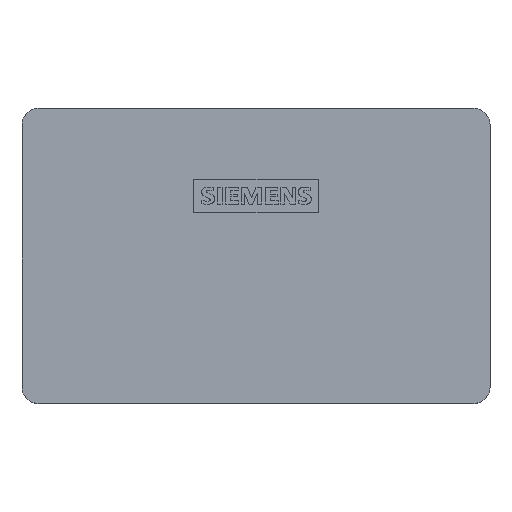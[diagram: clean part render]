
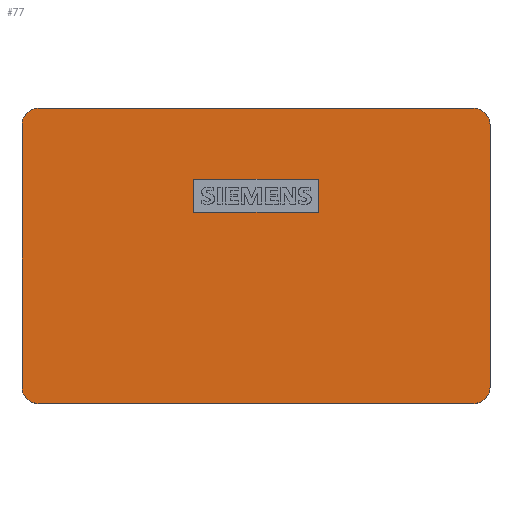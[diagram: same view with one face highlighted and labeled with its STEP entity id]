
A CAD part, top view. The second image highlights one B-rep face of the part: STEP entity #77.
In plain terms, the highlighted planar face has unit normal (0, 0, 1).
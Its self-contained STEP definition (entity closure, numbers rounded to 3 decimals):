
#46=CIRCLE('',#699,3.);
#47=CIRCLE('',#700,3.);
#48=CIRCLE('',#701,3.);
#49=CIRCLE('',#702,3.);
#77=ADVANCED_FACE('',(#110,#111),#95,.T.);
#95=PLANE('',#703);
#110=FACE_BOUND('',#126,.T.);
#111=FACE_BOUND('',#127,.T.);
#126=EDGE_LOOP('',(#431,#432,#433,#434));
#127=EDGE_LOOP('',(#435,#436,#437,#438,#439,#440,#441,#442));
#142=LINE('',#911,#221);
#143=LINE('',#914,#222);
#144=LINE('',#916,#223);
#145=LINE('',#918,#224);
#201=LINE('',#1088,#280);
#202=LINE('',#1093,#281);
#203=LINE('',#1097,#282);
#204=LINE('',#1101,#283);
#221=VECTOR('',#724,1.);
#222=VECTOR('',#725,1.);
#223=VECTOR('',#726,1.);
#224=VECTOR('',#727,1.);
#280=VECTOR('',#797,1.);
#281=VECTOR('',#800,1.);
#282=VECTOR('',#803,1.);
#283=VECTOR('',#806,1.);
#431=ORIENTED_EDGE('',*,*,#592,.F.);
#432=ORIENTED_EDGE('',*,*,#591,.F.);
#433=ORIENTED_EDGE('',*,*,#594,.F.);
#434=ORIENTED_EDGE('',*,*,#593,.F.);
#435=ORIENTED_EDGE('',*,*,#656,.T.);
#436=ORIENTED_EDGE('',*,*,#657,.T.);
#437=ORIENTED_EDGE('',*,*,#658,.T.);
#438=ORIENTED_EDGE('',*,*,#659,.T.);
#439=ORIENTED_EDGE('',*,*,#660,.T.);
#440=ORIENTED_EDGE('',*,*,#661,.T.);
#441=ORIENTED_EDGE('',*,*,#662,.T.);
#442=ORIENTED_EDGE('',*,*,#663,.T.);
#501=VERTEX_POINT('',#912);
#502=VERTEX_POINT('',#913);
#503=VERTEX_POINT('',#915);
#504=VERTEX_POINT('',#917);
#566=VERTEX_POINT('',#1089);
#567=VERTEX_POINT('',#1090);
#568=VERTEX_POINT('',#1092);
#569=VERTEX_POINT('',#1094);
#570=VERTEX_POINT('',#1096);
#571=VERTEX_POINT('',#1098);
#572=VERTEX_POINT('',#1100);
#573=VERTEX_POINT('',#1102);
#591=EDGE_CURVE('',#501,#502,#142,.T.);
#592=EDGE_CURVE('',#502,#503,#143,.T.);
#593=EDGE_CURVE('',#503,#504,#144,.T.);
#594=EDGE_CURVE('',#504,#501,#145,.T.);
#656=EDGE_CURVE('',#566,#567,#201,.T.);
#657=EDGE_CURVE('',#567,#568,#46,.T.);
#658=EDGE_CURVE('',#568,#569,#202,.T.);
#659=EDGE_CURVE('',#569,#570,#47,.T.);
#660=EDGE_CURVE('',#570,#571,#203,.T.);
#661=EDGE_CURVE('',#571,#572,#48,.T.);
#662=EDGE_CURVE('',#572,#573,#204,.T.);
#663=EDGE_CURVE('',#573,#566,#49,.T.);
#699=AXIS2_PLACEMENT_3D('',#1091,#798,#799);
#700=AXIS2_PLACEMENT_3D('',#1095,#801,#802);
#701=AXIS2_PLACEMENT_3D('',#1099,#804,#805);
#702=AXIS2_PLACEMENT_3D('',#1103,#807,#808);
#703=AXIS2_PLACEMENT_3D('',#1104,#809,#810);
#724=DIRECTION('',(0.,1.,0.));
#725=DIRECTION('',(-1.,0.,0.));
#726=DIRECTION('',(0.,-1.,0.));
#727=DIRECTION('',(1.,0.,0.));
#797=DIRECTION('',(1.,0.,0.));
#798=DIRECTION('',(0.,0.,1.));
#799=DIRECTION('',(1.,0.,0.));
#800=DIRECTION('',(0.,1.,0.));
#801=DIRECTION('',(0.,0.,1.));
#802=DIRECTION('',(1.,0.,0.));
#803=DIRECTION('',(-1.,0.,0.));
#804=DIRECTION('',(0.,0.,1.));
#805=DIRECTION('',(1.,0.,0.));
#806=DIRECTION('',(0.,-1.,0.));
#807=DIRECTION('',(0.,0.,1.));
#808=DIRECTION('',(1.,0.,0.));
#809=DIRECTION('',(0.,0.,1.));
#810=DIRECTION('',(1.,0.,0.));
#911=CARTESIAN_POINT('',(11.416,11.037,0.9));
#912=CARTESIAN_POINT('',(11.416,7.992,0.9));
#913=CARTESIAN_POINT('',(11.416,14.082,0.9));
#914=CARTESIAN_POINT('',(0.,14.082,0.9));
#915=CARTESIAN_POINT('',(-11.416,14.082,0.9));
#916=CARTESIAN_POINT('',(-11.416,11.037,0.9));
#917=CARTESIAN_POINT('',(-11.416,7.992,0.9));
#918=CARTESIAN_POINT('',(0.,7.992,0.9));
#1088=CARTESIAN_POINT('',(-42.8,-27.,0.9));
#1089=CARTESIAN_POINT('',(-39.8,-27.,0.9));
#1090=CARTESIAN_POINT('',(39.8,-27.,0.9));
#1091=CARTESIAN_POINT('',(39.8,-24.,0.9));
#1092=CARTESIAN_POINT('',(42.8,-24.,0.9));
#1093=CARTESIAN_POINT('',(42.8,-27.,0.9));
#1094=CARTESIAN_POINT('',(42.8,24.,0.9));
#1095=CARTESIAN_POINT('',(39.8,24.,0.9));
#1096=CARTESIAN_POINT('',(39.8,27.,0.9));
#1097=CARTESIAN_POINT('',(42.8,27.,0.9));
#1098=CARTESIAN_POINT('',(-39.8,27.,0.9));
#1099=CARTESIAN_POINT('',(-39.8,24.,0.9));
#1100=CARTESIAN_POINT('',(-42.8,24.,0.9));
#1101=CARTESIAN_POINT('',(-42.8,27.,0.9));
#1102=CARTESIAN_POINT('',(-42.8,-24.,0.9));
#1103=CARTESIAN_POINT('',(-39.8,-24.,0.9));
#1104=CARTESIAN_POINT('',(0.,0.,0.9));
